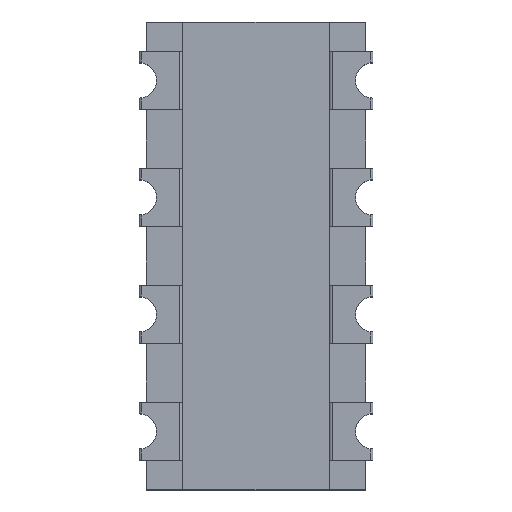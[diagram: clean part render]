
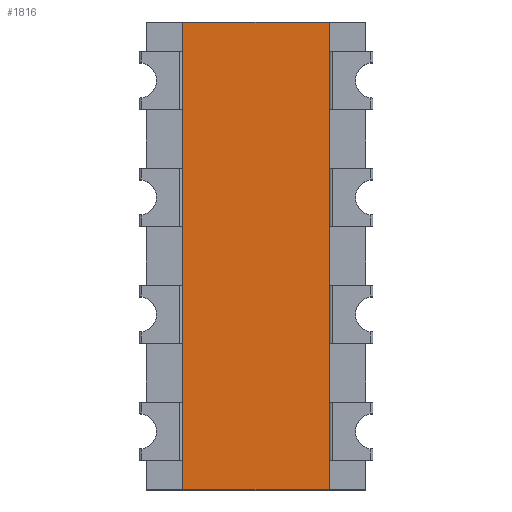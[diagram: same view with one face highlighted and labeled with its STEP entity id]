
A CAD part, top view. The second image highlights one B-rep face of the part: STEP entity #1816.
In plain terms, the highlighted planar face has unit normal (0, 0, 1).
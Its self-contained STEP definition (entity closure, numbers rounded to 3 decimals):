
#12=DIRECTION('',(0.,0.,1.));
#33=VECTOR('',#34,1.);
#34=DIRECTION('',(0.,1.,0.));
#46=DIRECTION('',(1.,0.,0.));
#188=VECTOR('',#46,1.);
#582=ORIENTED_EDGE('',*,*,#583,.F.);
#583=EDGE_CURVE('',#584,#586,#588,.T.);
#584=VERTEX_POINT('',#585);
#585=CARTESIAN_POINT('',(-0.5,-1.6,0.5));
#586=VERTEX_POINT('',#587);
#587=CARTESIAN_POINT('',(-0.5,1.6,0.5));
#588=LINE('',#585,#33);
#1816=ADVANCED_FACE('',(#1817),#1832,.T.);
#1817=FACE_BOUND('',#1818,.T.);
#1818=EDGE_LOOP('',(#582,#1819,#1824,#1829));
#1819=ORIENTED_EDGE('',*,*,#1820,.T.);
#1820=EDGE_CURVE('',#584,#1821,#1823,.T.);
#1821=VERTEX_POINT('',#1822);
#1822=CARTESIAN_POINT('',(0.5,-1.6,0.5));
#1823=LINE('',#585,#188);
#1824=ORIENTED_EDGE('',*,*,#1825,.T.);
#1825=EDGE_CURVE('',#1821,#1826,#1828,.T.);
#1826=VERTEX_POINT('',#1827);
#1827=CARTESIAN_POINT('',(0.5,1.6,0.5));
#1828=LINE('',#1822,#33);
#1829=ORIENTED_EDGE('',*,*,#1830,.F.);
#1830=EDGE_CURVE('',#586,#1826,#1831,.T.);
#1831=LINE('',#587,#188);
#1832=PLANE('',#1833);
#1833=AXIS2_PLACEMENT_3D('',#585,#12,#46);
